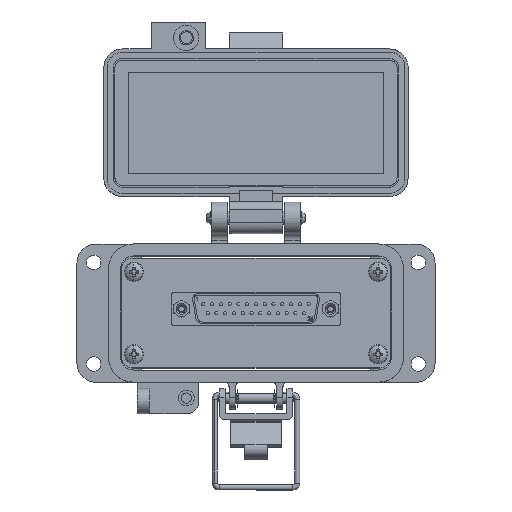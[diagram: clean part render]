
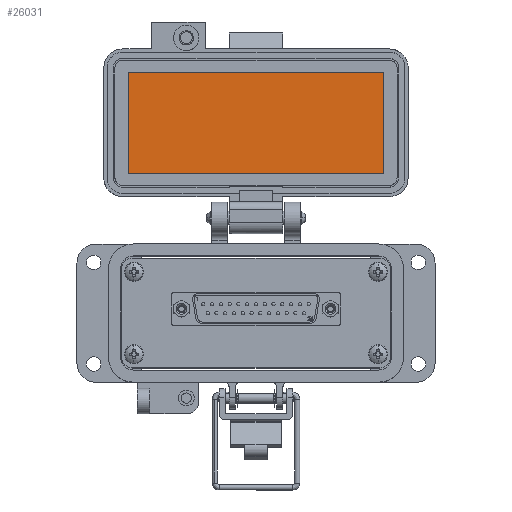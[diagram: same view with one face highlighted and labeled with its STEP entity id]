
A CAD part, top view. The second image highlights one B-rep face of the part: STEP entity #26031.
In plain terms, the highlighted planar face has unit normal (0, 0, 1).
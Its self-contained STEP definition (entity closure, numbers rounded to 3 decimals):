
#2600 = DIRECTION ( 'NONE',  ( -1., 0., 0. ) ) ;
#3125 = VERTEX_POINT ( 'NONE', #21481 ) ;
#3793 = FACE_OUTER_BOUND ( 'NONE', #4377, .T. ) ;
#4377 = EDGE_LOOP ( 'NONE', ( #75268, #66987, #53800, #47095 ) ) ;
#4449 = DIRECTION ( 'NONE',  ( 0., -1., 0. ) ) ;
#8335 = CARTESIAN_POINT ( 'NONE',  ( 42., 51.154, -25.55 ) ) ;
#9754 = CARTESIAN_POINT ( 'NONE',  ( -40.25, 67.154, -25.55 ) ) ;
#18394 = VECTOR ( 'NONE', #62920, 1000. ) ;
#19022 = DIRECTION ( 'NONE',  ( 0., 0., 1. ) ) ;
#20311 = VECTOR ( 'NONE', #4449, 1000. ) ;
#21404 = VECTOR ( 'NONE', #2600, 1000. ) ;
#21481 = CARTESIAN_POINT ( 'NONE',  ( -40.25, 83.154, -25.55 ) ) ;
#24873 = VERTEX_POINT ( 'NONE', #68027 ) ;
#26031 = ADVANCED_FACE ( 'NONE', ( #3793 ), #30761, .T. ) ;
#30761 = PLANE ( 'NONE',  #45600 ) ;
#33828 = DIRECTION ( 'NONE',  ( 0., 1., 0. ) ) ;
#34386 = LINE ( 'NONE', #76318, #20311 ) ;
#37304 = LINE ( 'NONE', #8335, #21404 ) ;
#39986 = CARTESIAN_POINT ( 'NONE',  ( 40.25, 83.154, -25.55 ) ) ;
#41806 = LINE ( 'NONE', #9754, #55832 ) ;
#45600 = AXIS2_PLACEMENT_3D ( 'NONE', #54865, #19022, #60912 ) ;
#47095 = ORIENTED_EDGE ( 'NONE', *, *, #48488, .F. ) ;
#48488 = EDGE_CURVE ( 'NONE', #52020, #55881, #34386, .T. ) ;
#49084 = EDGE_CURVE ( 'NONE', #3125, #52020, #68077, .T. ) ;
#52020 = VERTEX_POINT ( 'NONE', #39986 ) ;
#53800 = ORIENTED_EDGE ( 'NONE', *, *, #65523, .F. ) ;
#54865 = CARTESIAN_POINT ( 'NONE',  ( -8.5, 67.154, -25.55 ) ) ;
#55278 = EDGE_CURVE ( 'NONE', #24873, #3125, #41806, .T. ) ;
#55832 = VECTOR ( 'NONE', #33828, 1000. ) ;
#55881 = VERTEX_POINT ( 'NONE', #58386 ) ;
#56891 = CARTESIAN_POINT ( 'NONE',  ( -8.5, 83.154, -25.55 ) ) ;
#58386 = CARTESIAN_POINT ( 'NONE',  ( 40.25, 51.154, -25.55 ) ) ;
#60912 = DIRECTION ( 'NONE',  ( 0., -1., 0. ) ) ;
#62920 = DIRECTION ( 'NONE',  ( 1., 0., 0. ) ) ;
#65523 = EDGE_CURVE ( 'NONE', #55881, #24873, #37304, .T. ) ;
#66987 = ORIENTED_EDGE ( 'NONE', *, *, #55278, .F. ) ;
#68027 = CARTESIAN_POINT ( 'NONE',  ( -40.25, 51.154, -25.55 ) ) ;
#68077 = LINE ( 'NONE', #56891, #18394 ) ;
#75268 = ORIENTED_EDGE ( 'NONE', *, *, #49084, .F. ) ;
#76318 = CARTESIAN_POINT ( 'NONE',  ( 40.25, 67.154, -25.55 ) ) ;
